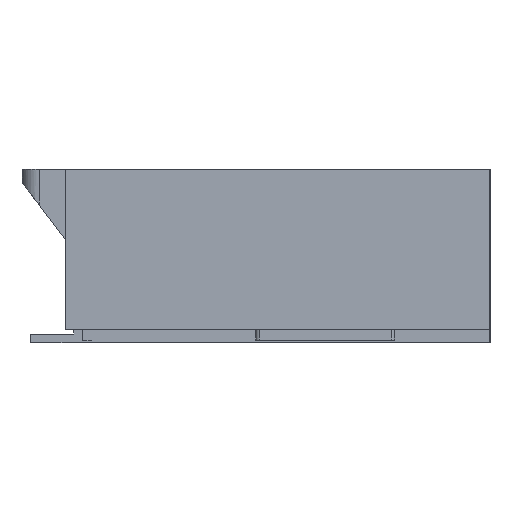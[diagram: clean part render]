
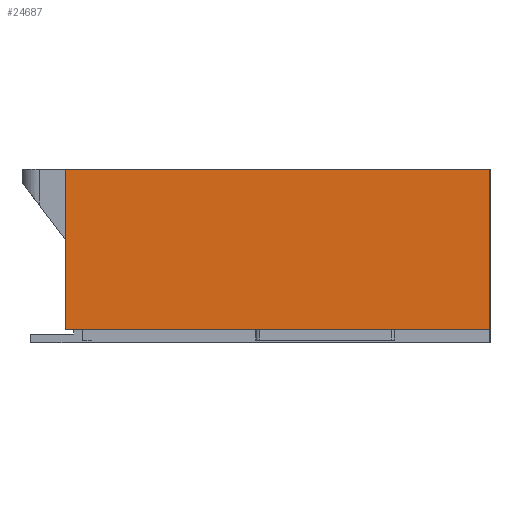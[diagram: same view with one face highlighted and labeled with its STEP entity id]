
A CAD part, left-side view. The second image highlights one B-rep face of the part: STEP entity #24687.
In plain terms, the highlighted planar face has unit normal (-1, 0, 0).
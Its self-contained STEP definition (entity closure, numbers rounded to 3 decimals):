
#1165=FACE_OUTER_BOUND('',#2442,.T.);
#2442=EDGE_LOOP('',(#18889,#18890,#18891,#18892));
#4602=LINE('',#36374,#7755);
#4614=LINE('',#36398,#7767);
#4844=LINE('',#37067,#7997);
#4923=LINE('',#37221,#8076);
#7755=VECTOR('',#30104,1000.);
#7767=VECTOR('',#30120,1000.);
#7997=VECTOR('',#30370,1000.);
#8076=VECTOR('',#30481,1000.);
#10416=VERTEX_POINT('',#36371);
#10417=VERTEX_POINT('',#36373);
#10427=VERTEX_POINT('',#36396);
#10666=VERTEX_POINT('',#37066);
#13224=EDGE_CURVE('',#10417,#10416,#4602,.T.);
#13236=EDGE_CURVE('',#10416,#10427,#4614,.T.);
#13480=EDGE_CURVE('',#10666,#10417,#4844,.T.);
#13560=EDGE_CURVE('',#10427,#10666,#4923,.T.);
#18889=ORIENTED_EDGE('',*,*,#13560,.T.);
#18890=ORIENTED_EDGE('',*,*,#13480,.T.);
#18891=ORIENTED_EDGE('',*,*,#13224,.T.);
#18892=ORIENTED_EDGE('',*,*,#13236,.T.);
#22083=PLANE('',#26174);
#24687=ADVANCED_FACE('',(#1165),#22083,.F.);
#26174=AXIS2_PLACEMENT_3D('',#37426,#30664,#30665);
#30104=DIRECTION('',(0.,1.,0.));
#30120=DIRECTION('',(0.,0.,-1.));
#30370=DIRECTION('',(0.,0.,1.));
#30481=DIRECTION('',(0.,-1.,0.));
#30664=DIRECTION('center_axis',(1.,0.,0.));
#30665=DIRECTION('ref_axis',(0.,1.,0.));
#36371=CARTESIAN_POINT('',(-11.75,-0.25,2.));
#36373=CARTESIAN_POINT('',(-11.75,-5.15,2.));
#36374=CARTESIAN_POINT('',(-11.75,-5.15,2.));
#36396=CARTESIAN_POINT('',(-11.75,-0.25,0.15));
#36398=CARTESIAN_POINT('',(-11.75,-0.25,0.));
#37066=CARTESIAN_POINT('',(-11.75,-5.15,0.15));
#37067=CARTESIAN_POINT('',(-11.75,-5.15,0.));
#37221=CARTESIAN_POINT('',(-11.75,-0.25,0.15));
#37426=CARTESIAN_POINT('Origin',(-11.75,0.,0.));
